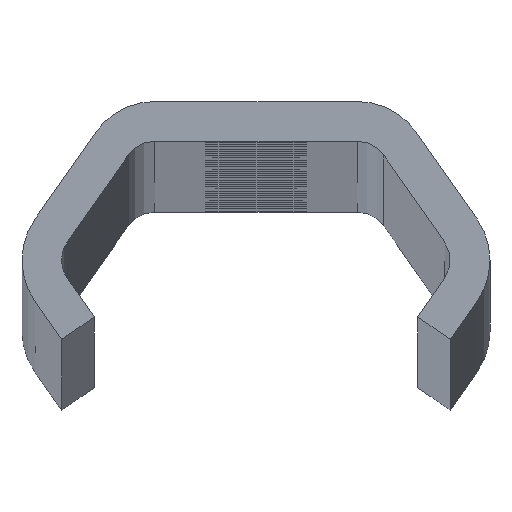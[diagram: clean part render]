
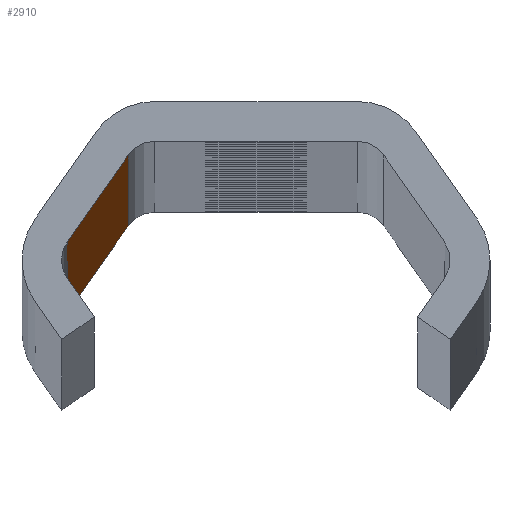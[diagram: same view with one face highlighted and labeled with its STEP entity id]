
A CAD part, top view. The second image highlights one B-rep face of the part: STEP entity #2910.
In plain terms, the highlighted planar face has unit normal (0.819, -0.574, 0).
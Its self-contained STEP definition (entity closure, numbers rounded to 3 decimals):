
#135 = DIRECTION ( 'NONE',  ( 0.574, 0.819, 0. ) ) ;
#156 = PLANE ( 'NONE',  #6133 ) ;
#291 = CARTESIAN_POINT ( 'NONE',  ( -11.883, 1.163, 1280. ) ) ;
#469 = LINE ( 'NONE', #1794, #3981 ) ;
#720 = DIRECTION ( 'NONE',  ( 0., 0., -1. ) ) ;
#862 = ORIENTED_EDGE ( 'NONE', *, *, #2134, .T. ) ;
#1052 = ORIENTED_EDGE ( 'NONE', *, *, #2113, .F. ) ;
#1072 = VERTEX_POINT ( 'NONE', #4504 ) ;
#1109 = VERTEX_POINT ( 'NONE', #291 ) ;
#1265 = DIRECTION ( 'NONE',  ( -0.574, -0.819, 0. ) ) ;
#1471 = CARTESIAN_POINT ( 'NONE',  ( -8.052, 6.635, -1280. ) ) ;
#1546 = ORIENTED_EDGE ( 'NONE', *, *, #6411, .T. ) ;
#1783 = VECTOR ( 'NONE', #135, 1000. ) ;
#1794 = CARTESIAN_POINT ( 'NONE',  ( -11.883, 1.163, 1280. ) ) ;
#2113 = EDGE_CURVE ( 'NONE', #2217, #4489, #3560, .T. ) ;
#2134 = EDGE_CURVE ( 'NONE', #1109, #1072, #6183, .T. ) ;
#2217 = VERTEX_POINT ( 'NONE', #3163 ) ;
#2314 = VECTOR ( 'NONE', #720, 1000. ) ;
#2673 = EDGE_LOOP ( 'NONE', ( #1546, #1052, #3345, #862 ) ) ;
#2701 = CARTESIAN_POINT ( 'NONE',  ( -11.883, 1.163, -1280. ) ) ;
#2763 = DIRECTION ( 'NONE',  ( 0.574, 0.819, 0. ) ) ;
#2910 = ADVANCED_FACE ( 'NONE', ( #3621 ), #156, .F. ) ;
#3163 = CARTESIAN_POINT ( 'NONE',  ( -8.052, 6.635, 1280. ) ) ;
#3292 = CARTESIAN_POINT ( 'NONE',  ( -8.052, 6.635, 1280. ) ) ;
#3345 = ORIENTED_EDGE ( 'NONE', *, *, #5235, .F. ) ;
#3560 = LINE ( 'NONE', #3292, #3862 ) ;
#3621 = FACE_OUTER_BOUND ( 'NONE', #2673, .T. ) ;
#3706 = LINE ( 'NONE', #2701, #1783 ) ;
#3720 = CARTESIAN_POINT ( 'NONE',  ( -11.883, 1.163, 1280. ) ) ;
#3862 = VECTOR ( 'NONE', #5244, 1000. ) ;
#3981 = VECTOR ( 'NONE', #2763, 1000. ) ;
#4489 = VERTEX_POINT ( 'NONE', #1471 ) ;
#4504 = CARTESIAN_POINT ( 'NONE',  ( -11.883, 1.163, -1280. ) ) ;
#4729 = DIRECTION ( 'NONE',  ( -0.819, 0.574, 0. ) ) ;
#5214 = CARTESIAN_POINT ( 'NONE',  ( -11.883, 1.163, 1280. ) ) ;
#5235 = EDGE_CURVE ( 'NONE', #1109, #2217, #469, .T. ) ;
#5244 = DIRECTION ( 'NONE',  ( 0., 0., -1. ) ) ;
#6133 = AXIS2_PLACEMENT_3D ( 'NONE', #3720, #4729, #1265 ) ;
#6183 = LINE ( 'NONE', #5214, #2314 ) ;
#6411 = EDGE_CURVE ( 'NONE', #1072, #4489, #3706, .T. ) ;
